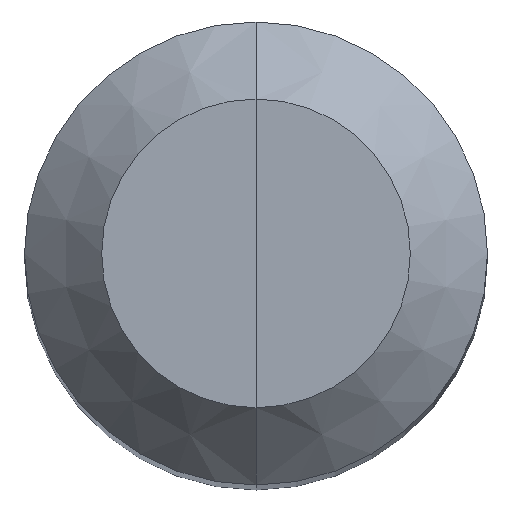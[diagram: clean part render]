
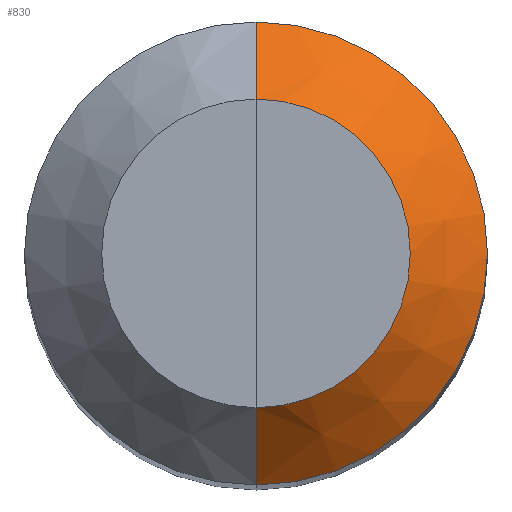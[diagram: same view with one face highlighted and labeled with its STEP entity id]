
A CAD part, top view. The second image highlights one B-rep face of the part: STEP entity #830.
In plain terms, the highlighted conical face has half-angle 45 degrees and reference radius 3 mm.
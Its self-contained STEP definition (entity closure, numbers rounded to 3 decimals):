
#716 = CYLINDRICAL_SURFACE('',#717,3.);
#717 = AXIS2_PLACEMENT_3D('',#718,#719,#720);
#718 = CARTESIAN_POINT('',(0.,0.,-37.8));
#719 = DIRECTION('',(0.,0.,1.));
#720 = DIRECTION('',(0.,-1.,0.));
#754 = VERTEX_POINT('',#755);
#755 = CARTESIAN_POINT('',(0.,3.,-1.));
#781 = EDGE_CURVE('',#782,#754,#784,.T.);
#782 = VERTEX_POINT('',#783);
#783 = CARTESIAN_POINT('',(0.,-3.,-1.));
#784 = SURFACE_CURVE('',#785,(#790,#797),.PCURVE_S1.);
#785 = CIRCLE('',#786,3.);
#786 = AXIS2_PLACEMENT_3D('',#787,#788,#789);
#787 = CARTESIAN_POINT('',(0.,0.,-1.));
#788 = DIRECTION('',(0.,0.,1.));
#789 = DIRECTION('',(0.,-1.,0.));
#790 = PCURVE('',#716,#791);
#791 = DEFINITIONAL_REPRESENTATION('',(#792),#796);
#792 = LINE('',#793,#794);
#793 = CARTESIAN_POINT('',(0.,36.8));
#794 = VECTOR('',#795,1.);
#795 = DIRECTION('',(1.,0.));
#796 = ( GEOMETRIC_REPRESENTATION_CONTEXT(2) 
PARAMETRIC_REPRESENTATION_CONTEXT() REPRESENTATION_CONTEXT('2D SPACE',''
  ) );
#797 = PCURVE('',#798,#803);
#798 = CONICAL_SURFACE('',#799,3.,0.785);
#799 = AXIS2_PLACEMENT_3D('',#800,#801,#802);
#800 = CARTESIAN_POINT('',(0.,0.,-1.));
#801 = DIRECTION('',(-0.,-0.,-1.));
#802 = DIRECTION('',(0.,-1.,0.));
#803 = DEFINITIONAL_REPRESENTATION('',(#804),#808);
#804 = LINE('',#805,#806);
#805 = CARTESIAN_POINT('',(-0.,-0.));
#806 = VECTOR('',#807,1.);
#807 = DIRECTION('',(-1.,-0.));
#808 = ( GEOMETRIC_REPRESENTATION_CONTEXT(2) 
PARAMETRIC_REPRESENTATION_CONTEXT() REPRESENTATION_CONTEXT('2D SPACE',''
  ) );
#830 = ADVANCED_FACE('',(#831),#798,.T.);
#831 = FACE_BOUND('',#832,.T.);
#832 = EDGE_LOOP('',(#833,#834,#862,#891));
#833 = ORIENTED_EDGE('',*,*,#781,.T.);
#834 = ORIENTED_EDGE('',*,*,#835,.T.);
#835 = EDGE_CURVE('',#754,#836,#838,.T.);
#836 = VERTEX_POINT('',#837);
#837 = CARTESIAN_POINT('',(0.,2.,0.));
#838 = SURFACE_CURVE('',#839,(#843,#850),.PCURVE_S1.);
#839 = LINE('',#840,#841);
#840 = CARTESIAN_POINT('',(0.,3.,-1.));
#841 = VECTOR('',#842,1.);
#842 = DIRECTION('',(0.,-0.707,0.707)
  );
#843 = PCURVE('',#798,#844);
#844 = DEFINITIONAL_REPRESENTATION('',(#845),#849);
#845 = LINE('',#846,#847);
#846 = CARTESIAN_POINT('',(-3.142,-0.));
#847 = VECTOR('',#848,1.);
#848 = DIRECTION('',(-0.,-1.));
#849 = ( GEOMETRIC_REPRESENTATION_CONTEXT(2) 
PARAMETRIC_REPRESENTATION_CONTEXT() REPRESENTATION_CONTEXT('2D SPACE',''
  ) );
#850 = PCURVE('',#851,#856);
#851 = CONICAL_SURFACE('',#852,3.,0.785);
#852 = AXIS2_PLACEMENT_3D('',#853,#854,#855);
#853 = CARTESIAN_POINT('',(0.,0.,-1.));
#854 = DIRECTION('',(-0.,-0.,-1.));
#855 = DIRECTION('',(0.,-1.,0.));
#856 = DEFINITIONAL_REPRESENTATION('',(#857),#861);
#857 = LINE('',#858,#859);
#858 = CARTESIAN_POINT('',(3.142,-0.));
#859 = VECTOR('',#860,1.);
#860 = DIRECTION('',(0.,-1.));
#861 = ( GEOMETRIC_REPRESENTATION_CONTEXT(2) 
PARAMETRIC_REPRESENTATION_CONTEXT() REPRESENTATION_CONTEXT('2D SPACE',''
  ) );
#862 = ORIENTED_EDGE('',*,*,#863,.F.);
#863 = EDGE_CURVE('',#864,#836,#866,.T.);
#864 = VERTEX_POINT('',#865);
#865 = CARTESIAN_POINT('',(0.,-2.,0.));
#866 = SURFACE_CURVE('',#867,(#872,#879),.PCURVE_S1.);
#867 = CIRCLE('',#868,2.);
#868 = AXIS2_PLACEMENT_3D('',#869,#870,#871);
#869 = CARTESIAN_POINT('',(0.,0.,0.));
#870 = DIRECTION('',(0.,0.,1.));
#871 = DIRECTION('',(0.,-1.,0.));
#872 = PCURVE('',#798,#873);
#873 = DEFINITIONAL_REPRESENTATION('',(#874),#878);
#874 = LINE('',#875,#876);
#875 = CARTESIAN_POINT('',(-0.,-1.));
#876 = VECTOR('',#877,1.);
#877 = DIRECTION('',(-1.,-0.));
#878 = ( GEOMETRIC_REPRESENTATION_CONTEXT(2) 
PARAMETRIC_REPRESENTATION_CONTEXT() REPRESENTATION_CONTEXT('2D SPACE',''
  ) );
#879 = PCURVE('',#880,#885);
#880 = PLANE('',#881);
#881 = AXIS2_PLACEMENT_3D('',#882,#883,#884);
#882 = CARTESIAN_POINT('',(0.,0.,0.));
#883 = DIRECTION('',(0.,0.,1.));
#884 = DIRECTION('',(0.,-1.,0.));
#885 = DEFINITIONAL_REPRESENTATION('',(#886),#890);
#886 = CIRCLE('',#887,2.);
#887 = AXIS2_PLACEMENT_2D('',#888,#889);
#888 = CARTESIAN_POINT('',(0.,0.));
#889 = DIRECTION('',(1.,0.));
#890 = ( GEOMETRIC_REPRESENTATION_CONTEXT(2) 
PARAMETRIC_REPRESENTATION_CONTEXT() REPRESENTATION_CONTEXT('2D SPACE',''
  ) );
#891 = ORIENTED_EDGE('',*,*,#892,.F.);
#892 = EDGE_CURVE('',#782,#864,#893,.T.);
#893 = SURFACE_CURVE('',#894,(#898,#905),.PCURVE_S1.);
#894 = LINE('',#895,#896);
#895 = CARTESIAN_POINT('',(0.,-3.,-1.));
#896 = VECTOR('',#897,1.);
#897 = DIRECTION('',(0.,0.707,0.707));
#898 = PCURVE('',#798,#899);
#899 = DEFINITIONAL_REPRESENTATION('',(#900),#904);
#900 = LINE('',#901,#902);
#901 = CARTESIAN_POINT('',(-0.,-0.));
#902 = VECTOR('',#903,1.);
#903 = DIRECTION('',(-0.,-1.));
#904 = ( GEOMETRIC_REPRESENTATION_CONTEXT(2) 
PARAMETRIC_REPRESENTATION_CONTEXT() REPRESENTATION_CONTEXT('2D SPACE',''
  ) );
#905 = PCURVE('',#851,#906);
#906 = DEFINITIONAL_REPRESENTATION('',(#907),#911);
#907 = LINE('',#908,#909);
#908 = CARTESIAN_POINT('',(0.,-0.));
#909 = VECTOR('',#910,1.);
#910 = DIRECTION('',(0.,-1.));
#911 = ( GEOMETRIC_REPRESENTATION_CONTEXT(2) 
PARAMETRIC_REPRESENTATION_CONTEXT() REPRESENTATION_CONTEXT('2D SPACE',''
  ) );
